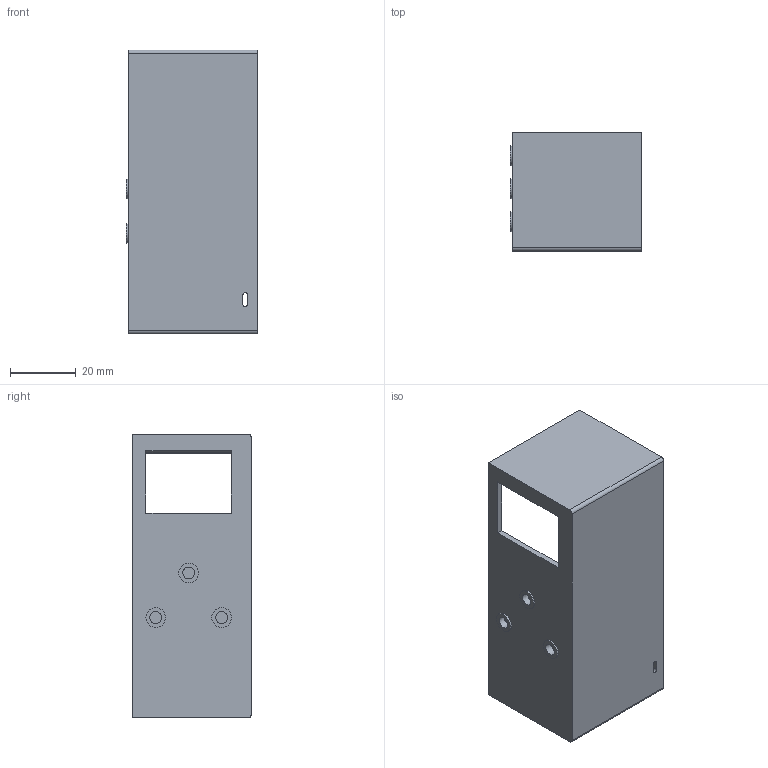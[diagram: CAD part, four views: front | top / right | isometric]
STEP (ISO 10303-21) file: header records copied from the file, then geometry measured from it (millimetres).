
FILE_DESCRIPTION(/* description */ (''),/* implementation_level */ '2;1');
FILE_NAME(/* name */ 'Fond.step',/* time_stamp */ '2025-10-26T17:35:15+01:00',/* author */ (''),/* organization */ (''),/* preprocessor_version */ 'ST-DEVELOPER v20.1',/* originating_system */ 'Autodesk Translation Framework v14.17.0.0',/* authorisation */ '');
FILE_SCHEMA (('AUTOMOTIVE_DESIGN { 1 0 10303 214 3 1 1 }'));
Length unit declared in the file: millimetre
Products named in the file (1): Fond
Bounding box: 39.86 x 36 x 86.36 mm (x, y, z)
Volume: 20599.8 mm3; surface area: 23646.4 mm2
Topology: 1 solids, 1 shells, 100 faces, 271 edges, 179 vertices
Faces by surface type: cylinder 48, plane 44, torus 4, bspline 4
Full cylindrical faces by diameter (mm): 2.5 x4, 3 x4, 3.6 x7, 4.5 x1, 6 x3
Entity records: 3556 total; most frequent: CARTESIAN_POINT 909, DIRECTION 546, ORIENTED_EDGE 542, EDGE_CURVE 271, AXIS2_PLACEMENT_3D 200, VERTEX_POINT 179, LINE 146, VECTOR 146
